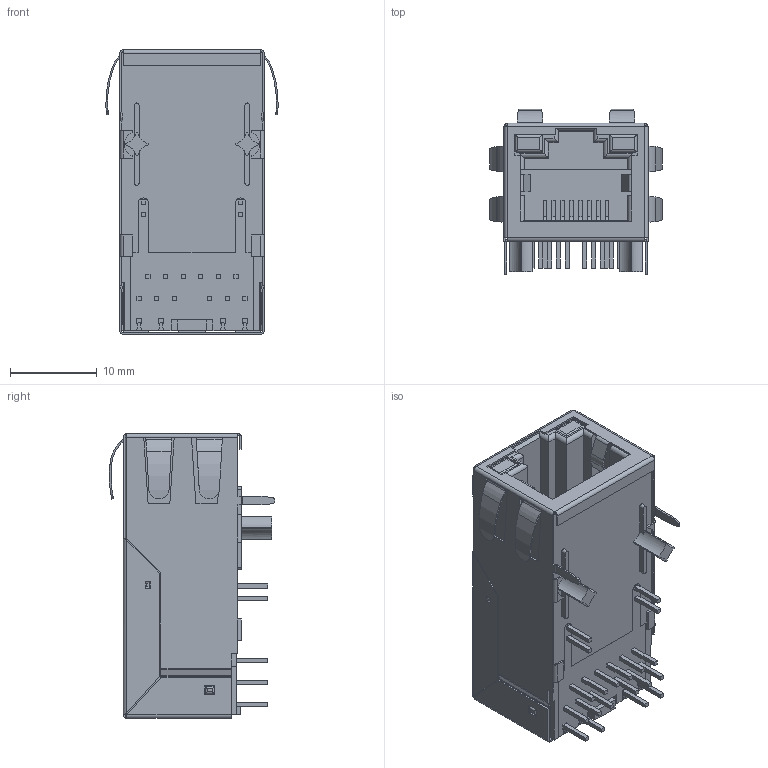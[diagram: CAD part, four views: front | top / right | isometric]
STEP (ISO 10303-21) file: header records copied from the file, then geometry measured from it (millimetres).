
FILE_DESCRIPTION(/* description */ ('Unknown'),/* implementation_level */ '2;1');
FILE_NAME(/* name */ '7499511611A',/* time_stamp */ '2021-11-25T14:57:17+01:00',/* author */ ('Unknown'),/* organization */ ('Unknown'),/* preprocessor_version */ 'ST-DEVELOPER v16.7',/* originating_system */ 'Unknown',/* authorisation */ ' ');
FILE_SCHEMA (('CONFIG_CONTROL_DESIGN'));
Length unit declared in the file: millimetre
Products named in the file (3): id3; Shielding; Base
Assembly tree (2 placements, depth 2):
  id3
    Shielding
    Base
Bounding box: 19.83 x 19.05 x 32.8 mm (x, y, z)
Volume: 5984.2 mm3; surface area: 7042.6 mm2
Topology: 2 solids, 2 shells, 946 faces, 2482 edges, 1600 vertices
Faces by surface type: plane 680, cylinder 205, bspline 59, sphere 2
Entity records: 37345 total; most frequent: CARTESIAN_POINT 7911, ORIENTED_EDGE 4954, DIRECTION 4221, EDGE_CURVE 2477, LINE 1725, VECTOR 1725, VERTEX_POINT 1600, AXIS2_PLACEMENT_3D 1248
